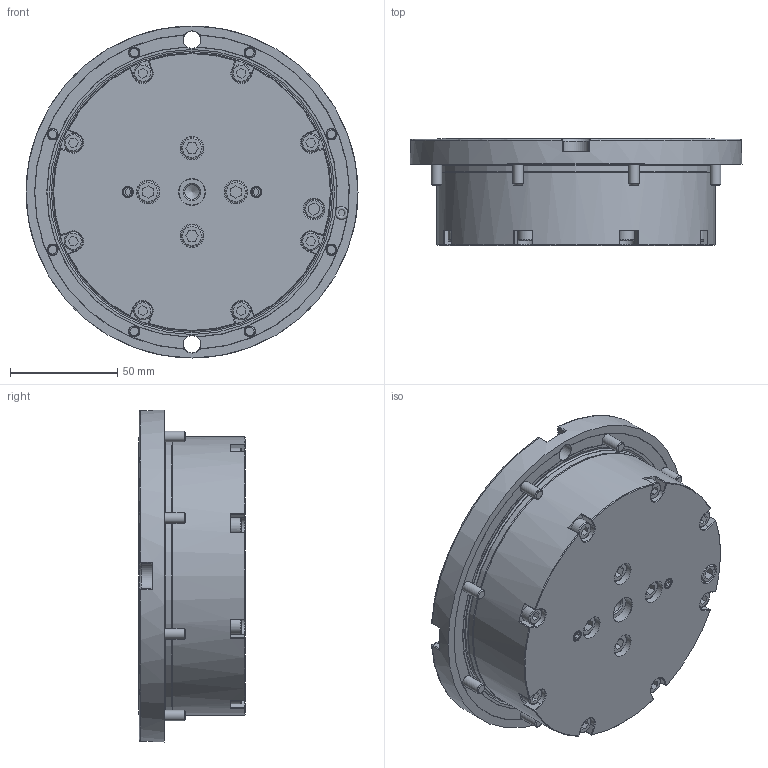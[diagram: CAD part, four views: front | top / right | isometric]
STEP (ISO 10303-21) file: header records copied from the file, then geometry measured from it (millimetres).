
FILE_DESCRIPTION (( 'STEP AP203' ), '1' );
FILE_NAME ('STARK_S04342_B.STEP', '2022-01-20T15:04:04', ( '' ), ( '' ), 'SwSTEP 2.0', 'SolidWorks 2021', '' );
FILE_SCHEMA (( 'CONFIG_CONTROL_DESIGN' ));
Length unit declared in the file: millimetre
Products named in the file (1): STARK_S04342_B
Bounding box: 155 x 49.9 x 155 mm (x, y, z)
Volume: 695926.9 mm3; surface area: 72633.4 mm2
Topology: 1 solids, 14 shells, 625 faces, 1522 edges, 994 vertices
Faces by surface type: plane 367, cylinder 135, cone 71, torus 52
Full cylindrical faces by diameter (mm): 3 x1, 3.957 x1, 5 x16, 5.2 x16, 6 x5, 6.2 x4, 6.8 x1, 8 x2, 8.5 x16, 9 x8, 10 x4, 11 x4, 12.2 x1, 32 x1, 32.2 x1, 32.905 x1, 129.8 x1, 130 x1, 155 x1
Entity records: 17287 total; most frequent: CARTESIAN_POINT 3600, DIRECTION 2760, ORIENTED_EDGE 2572, EDGE_CURVE 1286, AXIS2_PLACEMENT_3D 999, VERTEX_POINT 915, EDGE_LOOP 879, VECTOR 762
